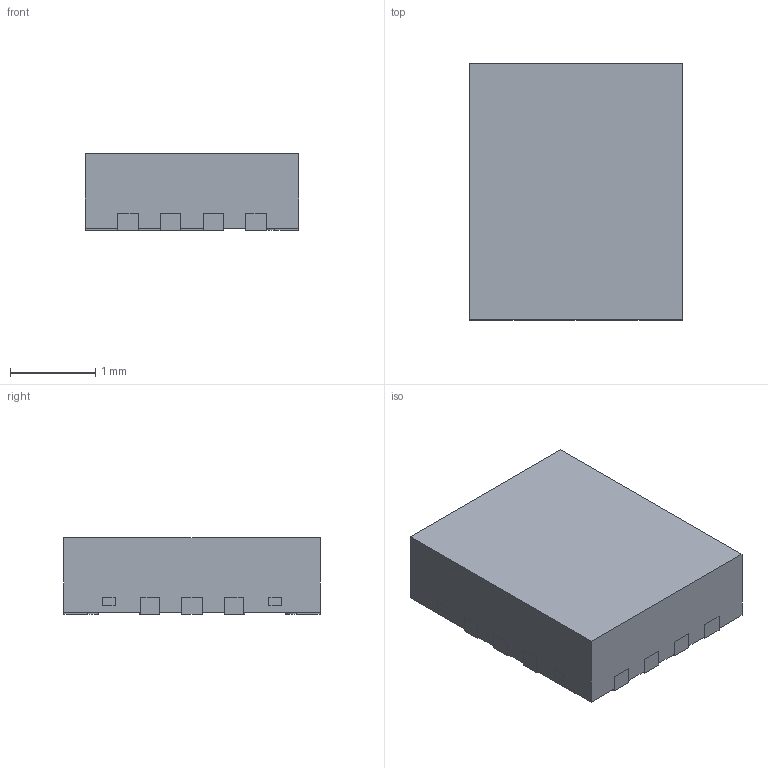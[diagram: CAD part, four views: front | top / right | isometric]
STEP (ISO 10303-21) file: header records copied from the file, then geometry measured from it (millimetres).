
FILE_DESCRIPTION((''),'2;1');
FILE_NAME('RNC0014A_ASM','2017-12-12T08:23:16',('a0412086'),(''),'CREO PARAMETRIC BY PTC INC, 2017260','CREO PARAMETRIC BY PTC INC, 2017260','');
FILE_SCHEMA(('AUTOMOTIVE_DESIGN { 1 0 10303 214 1 1 1 1 }'));
Length unit declared in the file: millimetre
Products named in the file (4): FRAME-RNC0014A; BODY-QFN; PIN1-ID; RNC0014A_ASM
Assembly tree (3 placements, depth 2):
  RNC0014A_ASM
    FRAME-RNC0014A
    BODY-QFN
    PIN1-ID
Bounding box: 2.5 x 3 x 0.9 mm (x, y, z)
Volume: 6.6 mm3; surface area: 37.8 mm2
Topology: 15 solids, 15 shells, 172 faces, 432 edges, 288 vertices
Faces by surface type: plane 142, cylinder 30
Entity records: 6973 total; most frequent: CARTESIAN_POINT 942, DIRECTION 902, ORIENTED_EDGE 864, PRESENTATION_STYLE_ASSIGNMENT 461, STYLED_ITEM 447, CURVE_STYLE 432, EDGE_CURVE 432, VECTOR 372
